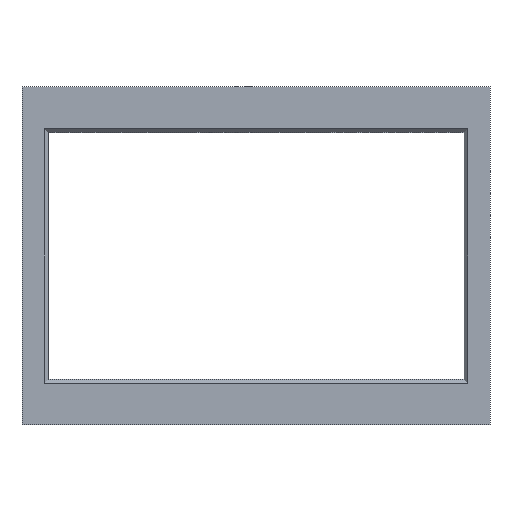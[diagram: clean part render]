
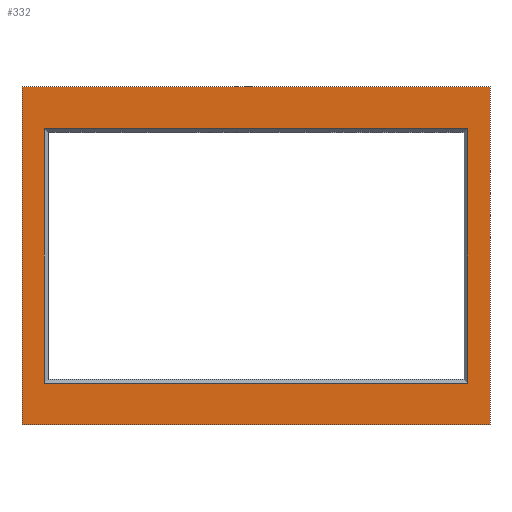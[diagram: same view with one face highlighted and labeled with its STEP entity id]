
A CAD part, front view. The second image highlights one B-rep face of the part: STEP entity #332.
In plain terms, the highlighted planar face has unit normal (0, -1, 0).
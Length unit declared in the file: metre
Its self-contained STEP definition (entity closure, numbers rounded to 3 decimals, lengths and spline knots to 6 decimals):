
#52=ORIENTED_EDGE('',*,*,#128,.T.);
#53=ORIENTED_EDGE('',*,*,#129,.T.);
#54=ORIENTED_EDGE('',*,*,#130,.T.);
#55=ORIENTED_EDGE('',*,*,#131,.T.);
#56=ORIENTED_EDGE('',*,*,#118,.F.);
#57=ORIENTED_EDGE('',*,*,#121,.T.);
#58=ORIENTED_EDGE('',*,*,#124,.T.);
#59=ORIENTED_EDGE('',*,*,#126,.F.);
#118=EDGE_CURVE('',#159,#156,#190,.T.);
#121=EDGE_CURVE('',#159,#161,#193,.T.);
#124=EDGE_CURVE('',#161,#163,#196,.T.);
#126=EDGE_CURVE('',#156,#163,#198,.T.);
#128=EDGE_CURVE('',#164,#165,#200,.T.);
#129=EDGE_CURVE('',#165,#166,#201,.T.);
#130=EDGE_CURVE('',#166,#167,#202,.T.);
#131=EDGE_CURVE('',#167,#164,#203,.T.);
#156=VERTEX_POINT('',#492);
#159=VERTEX_POINT('',#497);
#161=VERTEX_POINT('',#503);
#163=VERTEX_POINT('',#509);
#164=VERTEX_POINT('',#518);
#165=VERTEX_POINT('',#519);
#166=VERTEX_POINT('',#521);
#167=VERTEX_POINT('',#523);
#190=LINE('',#498,#234);
#193=LINE('',#504,#237);
#196=LINE('',#510,#240);
#198=LINE('',#513,#242);
#200=LINE('',#517,#244);
#201=LINE('',#520,#245);
#202=LINE('',#522,#246);
#203=LINE('',#524,#247);
#234=VECTOR('',#404,1.);
#237=VECTOR('',#409,1.);
#240=VECTOR('',#414,1.);
#242=VECTOR('',#418,1.);
#244=VECTOR('',#424,1.);
#245=VECTOR('',#425,1.);
#246=VECTOR('',#426,1.);
#247=VECTOR('',#427,1.);
#270=EDGE_LOOP('',(#52,#53,#54,#55));
#271=EDGE_LOOP('',(#56,#57,#58,#59));
#292=FACE_BOUND('',#270,.T.);
#293=FACE_BOUND('',#271,.T.);
#313=PLANE('',#364);
#332=ADVANCED_FACE('',(#292,#293),#313,.T.);
#364=AXIS2_PLACEMENT_3D('',#516,#422,#423);
#404=DIRECTION('',(1.,0.,0.));
#409=DIRECTION('',(0.,0.,-1.));
#414=DIRECTION('',(1.,0.,0.));
#418=DIRECTION('',(0.,0.,-1.));
#422=DIRECTION('',(0.,-1.,0.));
#423=DIRECTION('',(1.,0.,0.));
#424=DIRECTION('',(1.,0.,0.));
#425=DIRECTION('',(0.,0.,-1.));
#426=DIRECTION('',(-1.,0.,0.));
#427=DIRECTION('',(0.,0.,1.));
#492=CARTESIAN_POINT('',(0.09,-0.002,0.065));
#497=CARTESIAN_POINT('',(-0.09,-0.002,0.065));
#498=CARTESIAN_POINT('',(0.,-0.002,0.065));
#503=CARTESIAN_POINT('',(-0.09,-0.002,-0.065));
#504=CARTESIAN_POINT('',(-0.09,-0.002,0.));
#509=CARTESIAN_POINT('',(0.09,-0.002,-0.065));
#510=CARTESIAN_POINT('',(0.,-0.002,-0.065));
#513=CARTESIAN_POINT('',(0.09,-0.002,0.));
#516=CARTESIAN_POINT('',(0.,-0.002,0.));
#517=CARTESIAN_POINT('',(0.08,-0.002,0.0489));
#518=CARTESIAN_POINT('',(-0.0814,-0.002,0.0489));
#519=CARTESIAN_POINT('',(0.0814,-0.002,0.0489));
#520=CARTESIAN_POINT('',(0.0814,-0.002,-0.0475));
#521=CARTESIAN_POINT('',(0.0814,-0.002,-0.0489));
#522=CARTESIAN_POINT('',(0.,-0.002,-0.0489));
#523=CARTESIAN_POINT('',(-0.0814,-0.002,-0.0489));
#524=CARTESIAN_POINT('',(-0.0814,-0.002,0.));
